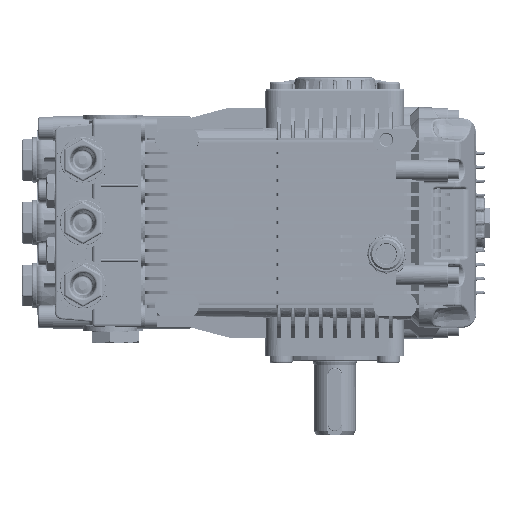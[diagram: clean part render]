
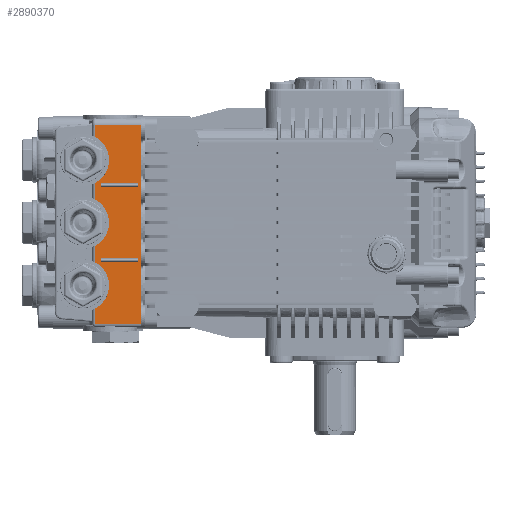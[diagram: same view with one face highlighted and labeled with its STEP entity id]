
A CAD part, left-side view. The second image highlights one B-rep face of the part: STEP entity #2890370.
In plain terms, the highlighted planar face has unit normal (-1, 0, 0).
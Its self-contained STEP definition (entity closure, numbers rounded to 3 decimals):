
#2888670=CARTESIAN_POINT('',(3.307,128.976,
5.));
#2888680=DIRECTION('',(-1.,0.,0.));
#2888690=DIRECTION('',(0.,0.,1.));
#2888700=AXIS2_PLACEMENT_3D('',#2888670,#2888680,#2888690);
#2888710=PLANE('',#2888700);
#2888720=CARTESIAN_POINT('',(3.307,128.976,
-109.));
#2888730=DIRECTION('',(0.,-1.,0.));
#2888740=VECTOR('',#2888730,1.);
#2888750=LINE('',#2888720,#2888740);
#2888760=CARTESIAN_POINT('',(3.307,155.476,
-109.));
#2888770=VERTEX_POINT('',#2888760);
#2888780=CARTESIAN_POINT('',(3.307,128.976,
-109.));
#2888790=VERTEX_POINT('',#2888780);
#2888800=EDGE_CURVE('',#2888770,#2888790,#2888750,.T.);
#2888810=ORIENTED_EDGE('',*,*,#2888800,.T.);
#2888820=CARTESIAN_POINT('',(3.307,155.476,
-103.495));
#2888830=DIRECTION('',(0.,0.,-1.));
#2888840=VECTOR('',#2888830,1.);
#2888850=LINE('',#2888820,#2888840);
#2888860=CARTESIAN_POINT('',(3.307,155.476,
-100.266));
#2888870=VERTEX_POINT('',#2888860);
#2888880=EDGE_CURVE('',#2888870,#2888770,#2888850,.T.);
#2888890=ORIENTED_EDGE('',*,*,#2888880,.T.);
#2888900=CARTESIAN_POINT('',(3.307,162.476,
-87.));
#2888910=DIRECTION('',(1.,0.,0.));
#2888920=DIRECTION('',(0.,-1.,0.));
#2888930=AXIS2_PLACEMENT_3D('',#2888900,#2888910,#2888920);
#2888940=CIRCLE('',#2888930,15.);
#2888950=CARTESIAN_POINT('',(3.307,147.476,
-87.));
#2888960=VERTEX_POINT('',#2888950);
#2888970=EDGE_CURVE('',#2888960,#2888870,#2888940,.T.);
#2888980=ORIENTED_EDGE('',*,*,#2888970,.T.);
#2888990=CARTESIAN_POINT('',(3.307,155.476,
-73.734));
#2889000=VERTEX_POINT('',#2888990);
#2889010=EDGE_CURVE('',#2889000,#2888960,#2888940,.T.);
#2889020=ORIENTED_EDGE('',*,*,#2889010,.T.);
#2889030=CARTESIAN_POINT('',(3.307,155.476,
-103.495));
#2889040=DIRECTION('',(0.,0.,-1.));
#2889050=VECTOR('',#2889040,1.);
#2889060=LINE('',#2889030,#2889050);
#2889070=CARTESIAN_POINT('',(3.307,155.476,
-64.266));
#2889080=VERTEX_POINT('',#2889070);
#2889090=EDGE_CURVE('',#2889080,#2889000,#2889060,.T.);
#2889100=ORIENTED_EDGE('',*,*,#2889090,.T.);
#2889110=CARTESIAN_POINT('',(3.307,162.476,
-51.));
#2889120=DIRECTION('',(1.,0.,0.));
#2889130=DIRECTION('',(0.,-1.,0.));
#2889140=AXIS2_PLACEMENT_3D('',#2889110,#2889120,#2889130);
#2889150=CIRCLE('',#2889140,15.);
#2889160=CARTESIAN_POINT('',(3.307,147.476,
-51.));
#2889170=VERTEX_POINT('',#2889160);
#2889180=EDGE_CURVE('',#2889170,#2889080,#2889150,.T.);
#2889190=ORIENTED_EDGE('',*,*,#2889180,.T.);
#2889200=CARTESIAN_POINT('',(3.307,155.476,
-37.734));
#2889210=VERTEX_POINT('',#2889200);
#2889220=EDGE_CURVE('',#2889210,#2889170,#2889150,.T.);
#2889230=ORIENTED_EDGE('',*,*,#2889220,.T.);
#2889240=CARTESIAN_POINT('',(3.307,155.476,
-103.495));
#2889250=DIRECTION('',(0.,0.,-1.));
#2889260=VECTOR('',#2889250,1.);
#2889270=LINE('',#2889240,#2889260);
#2889280=CARTESIAN_POINT('',(3.307,155.476,
-28.266));
#2889290=VERTEX_POINT('',#2889280);
#2889300=EDGE_CURVE('',#2889290,#2889210,#2889270,.T.);
#2889310=ORIENTED_EDGE('',*,*,#2889300,.T.);
#2889320=CARTESIAN_POINT('',(3.307,162.476,
-15.));
#2889330=DIRECTION('',(1.,0.,0.));
#2889340=DIRECTION('',(0.,-1.,0.));
#2889350=AXIS2_PLACEMENT_3D('',#2889320,#2889330,#2889340);
#2889360=CIRCLE('',#2889350,15.);
#2889370=CARTESIAN_POINT('',(3.307,147.476,
-15.));
#2889380=VERTEX_POINT('',#2889370);
#2889390=EDGE_CURVE('',#2889380,#2889290,#2889360,.T.);
#2889400=ORIENTED_EDGE('',*,*,#2889390,.T.);
#2889410=CARTESIAN_POINT('',(3.307,155.476,
-1.734));
#2889420=VERTEX_POINT('',#2889410);
#2889430=EDGE_CURVE('',#2889420,#2889380,#2889360,.T.);
#2889440=ORIENTED_EDGE('',*,*,#2889430,.T.);
#2889450=CARTESIAN_POINT('',(3.307,155.476,
-103.495));
#2889460=DIRECTION('',(0.,0.,-1.));
#2889470=VECTOR('',#2889460,1.);
#2889480=LINE('',#2889450,#2889470);
#2889490=CARTESIAN_POINT('',(3.307,155.476,
5.));
#2889500=VERTEX_POINT('',#2889490);
#2889510=EDGE_CURVE('',#2889500,#2889420,#2889480,.T.);
#2889520=ORIENTED_EDGE('',*,*,#2889510,.T.);
#2889530=CARTESIAN_POINT('',(3.307,128.976,
5.));
#2889540=DIRECTION('',(0.,-1.,0.));
#2889550=VECTOR('',#2889540,1.);
#2889560=LINE('',#2889530,#2889550);
#2889570=CARTESIAN_POINT('',(3.307,128.976,
5.));
#2889580=VERTEX_POINT('',#2889570);
#2889590=EDGE_CURVE('',#2889500,#2889580,#2889560,.T.);
#2889600=ORIENTED_EDGE('',*,*,#2889590,.F.);
#2889610=CARTESIAN_POINT('',(3.307,128.976,
-103.495));
#2889620=DIRECTION('',(0.,0.,-1.));
#2889630=VECTOR('',#2889620,1.);
#2889640=LINE('',#2889610,#2889630);
#2889650=EDGE_CURVE('',#2889580,#2888790,#2889640,.T.);
#2889660=ORIENTED_EDGE('',*,*,#2889650,.F.);
#2889670=EDGE_LOOP('',(#2889660,#2889600,#2889520,#2889440,#2889400,
#2889310,#2889230,#2889190,#2889100,#2889020,#2888980,#2888890,#2888810)
);
#2889680=FACE_OUTER_BOUND('',#2889670,.T.);
#2889690=CARTESIAN_POINT('',(3.307,151.976,
-103.495));
#2889700=DIRECTION('',(0.,0.,1.));
#2889710=VECTOR('',#2889700,1.);
#2889720=LINE('',#2889690,#2889710);
#2889730=CARTESIAN_POINT('',(3.307,151.976,-30.5
));
#2889740=VERTEX_POINT('',#2889730);
#2889750=CARTESIAN_POINT('',(3.307,151.976,
-28.5));
#2889760=VERTEX_POINT('',#2889750);
#2889770=EDGE_CURVE('',#2889740,#2889760,#2889720,.T.);
#2889780=ORIENTED_EDGE('',*,*,#2889770,.T.);
#2889790=CARTESIAN_POINT('',(3.307,128.976,-30.5
));
#2889800=DIRECTION('',(0.,-1.,0.));
#2889810=VECTOR('',#2889800,1.);
#2889820=LINE('',#2889790,#2889810);
#2889830=CARTESIAN_POINT('',(3.307,130.976,-30.5
));
#2889840=VERTEX_POINT('',#2889830);
#2889850=EDGE_CURVE('',#2889740,#2889840,#2889820,.T.);
#2889860=ORIENTED_EDGE('',*,*,#2889850,.F.);
#2889870=CARTESIAN_POINT('',(3.307,130.976,
-103.495));
#2889880=DIRECTION('',(0.,0.,-1.));
#2889890=VECTOR('',#2889880,1.);
#2889900=LINE('',#2889870,#2889890);
#2889910=CARTESIAN_POINT('',(3.307,130.976,
-28.5));
#2889920=VERTEX_POINT('',#2889910);
#2889930=EDGE_CURVE('',#2889920,#2889840,#2889900,.T.);
#2889940=ORIENTED_EDGE('',*,*,#2889930,.T.);
#2889950=CARTESIAN_POINT('',(3.307,128.976,
-28.5));
#2889960=DIRECTION('',(0.,-1.,0.));
#2889970=VECTOR('',#2889960,1.);
#2889980=LINE('',#2889950,#2889970);
#2889990=EDGE_CURVE('',#2889760,#2889920,#2889980,.T.);
#2890000=ORIENTED_EDGE('',*,*,#2889990,.T.);
#2890010=EDGE_LOOP('',(#2890000,#2889940,#2889860,#2889780));
#2890020=FACE_BOUND('',#2890010,.T.);
#2890030=CARTESIAN_POINT('',(3.307,151.976,
-103.495));
#2890040=DIRECTION('',(0.,0.,1.));
#2890050=VECTOR('',#2890040,1.);
#2890060=LINE('',#2890030,#2890050);
#2890070=CARTESIAN_POINT('',(3.307,151.976,
-73.5));
#2890080=VERTEX_POINT('',#2890070);
#2890090=CARTESIAN_POINT('',(3.307,151.976,
-71.5));
#2890100=VERTEX_POINT('',#2890090);
#2890110=EDGE_CURVE('',#2890080,#2890100,#2890060,.T.);
#2890120=ORIENTED_EDGE('',*,*,#2890110,.T.);
#2890130=CARTESIAN_POINT('',(3.307,128.976,
-73.5));
#2890140=DIRECTION('',(0.,-1.,0.));
#2890150=VECTOR('',#2890140,1.);
#2890160=LINE('',#2890130,#2890150);
#2890170=CARTESIAN_POINT('',(3.307,130.976,
-73.5));
#2890180=VERTEX_POINT('',#2890170);
#2890190=EDGE_CURVE('',#2890080,#2890180,#2890160,.T.);
#2890200=ORIENTED_EDGE('',*,*,#2890190,.F.);
#2890210=CARTESIAN_POINT('',(3.307,130.976,
-103.495));
#2890220=DIRECTION('',(0.,0.,-1.));
#2890230=VECTOR('',#2890220,1.);
#2890240=LINE('',#2890210,#2890230);
#2890250=CARTESIAN_POINT('',(3.307,130.976,
-71.5));
#2890260=VERTEX_POINT('',#2890250);
#2890270=EDGE_CURVE('',#2890260,#2890180,#2890240,.T.);
#2890280=ORIENTED_EDGE('',*,*,#2890270,.T.);
#2890290=CARTESIAN_POINT('',(3.307,128.976,
-71.5));
#2890300=DIRECTION('',(0.,-1.,0.));
#2890310=VECTOR('',#2890300,1.);
#2890320=LINE('',#2890290,#2890310);
#2890330=EDGE_CURVE('',#2890100,#2890260,#2890320,.T.);
#2890340=ORIENTED_EDGE('',*,*,#2890330,.T.);
#2890350=EDGE_LOOP('',(#2890340,#2890280,#2890200,#2890120));
#2890360=FACE_BOUND('',#2890350,.T.);
#2890370=ADVANCED_FACE('',(#2889680,#2890020,#2890360),#2888710,.T.);
